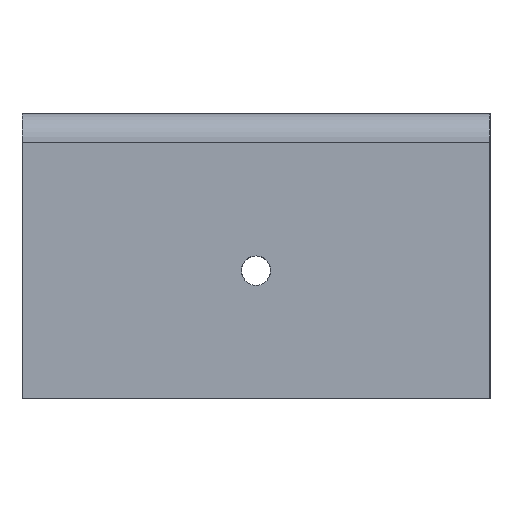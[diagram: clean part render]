
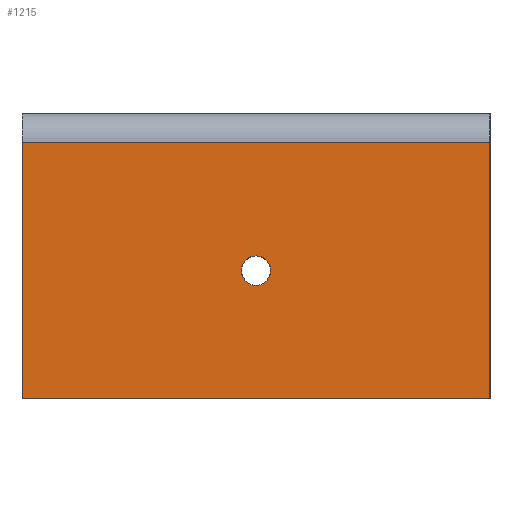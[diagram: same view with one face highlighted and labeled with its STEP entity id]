
A CAD part, left-side view. The second image highlights one B-rep face of the part: STEP entity #1215.
In plain terms, the highlighted planar face has unit normal (-1, 0, 0).
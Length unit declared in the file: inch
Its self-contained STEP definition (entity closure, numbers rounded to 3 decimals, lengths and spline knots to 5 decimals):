
#27=FACE_BOUND('',#191,.T.);
#69=PLANE('',#1316);
#118=FACE_OUTER_BOUND('',#190,.T.);
#190=EDGE_LOOP('',(#875,#876,#877,#878));
#191=EDGE_LOOP('',(#879));
#301=CIRCLE('',#1311,0.0625);
#355=LINE('',#1905,#458);
#356=LINE('',#1908,#459);
#357=LINE('',#1910,#460);
#358=LINE('',#1911,#461);
#458=VECTOR('',#1469,0.3937);
#459=VECTOR('',#1472,0.3937);
#460=VECTOR('',#1473,0.3937);
#461=VECTOR('',#1474,0.3937);
#578=VERTEX_POINT('',#1893);
#580=VERTEX_POINT('',#1898);
#583=VERTEX_POINT('',#1903);
#584=VERTEX_POINT('',#1907);
#585=VERTEX_POINT('',#1909);
#700=EDGE_CURVE('',#578,#578,#301,.T.);
#705=EDGE_CURVE('',#583,#580,#355,.T.);
#706=EDGE_CURVE('',#583,#584,#356,.T.);
#707=EDGE_CURVE('',#585,#584,#357,.T.);
#708=EDGE_CURVE('',#580,#585,#358,.T.);
#875=ORIENTED_EDGE('',*,*,#705,.F.);
#876=ORIENTED_EDGE('',*,*,#706,.T.);
#877=ORIENTED_EDGE('',*,*,#707,.F.);
#878=ORIENTED_EDGE('',*,*,#708,.F.);
#879=ORIENTED_EDGE('',*,*,#700,.T.);
#1215=ADVANCED_FACE('',(#118,#27),#69,.T.);
#1311=AXIS2_PLACEMENT_3D('',#1894,#1458,#1459);
#1316=AXIS2_PLACEMENT_3D('',#1906,#1470,#1471);
#1458=DIRECTION('center_axis',(1.,0.,0.));
#1459=DIRECTION('ref_axis',(0.,0.,1.));
#1469=DIRECTION('',(0.,-1.,0.));
#1470=DIRECTION('center_axis',(-1.,0.,0.));
#1471=DIRECTION('ref_axis',(0.,1.,0.));
#1472=DIRECTION('',(0.,0.,-1.));
#1473=DIRECTION('',(0.,1.,0.));
#1474=DIRECTION('',(0.,0.,-1.));
#1893=CARTESIAN_POINT('',(-2.06059,0.,-0.51476));
#1894=CARTESIAN_POINT('Origin',(-2.06059,0.,
-0.45226));
#1898=CARTESIAN_POINT('',(-2.06059,-1.,0.09547));
#1903=CARTESIAN_POINT('',(-2.06059,1.,0.09547));
#1905=CARTESIAN_POINT('',(-2.06059,-0.5,0.09547));
#1906=CARTESIAN_POINT('Origin',(-2.06059,-1.,0.22047));
#1907=CARTESIAN_POINT('',(-2.06059,1.,-1.));
#1908=CARTESIAN_POINT('',(-2.06059,1.,0.));
#1909=CARTESIAN_POINT('',(-2.06059,-1.,-1.));
#1910=CARTESIAN_POINT('',(-2.06059,-1.,-1.));
#1911=CARTESIAN_POINT('',(-2.06059,-1.,0.22047));
